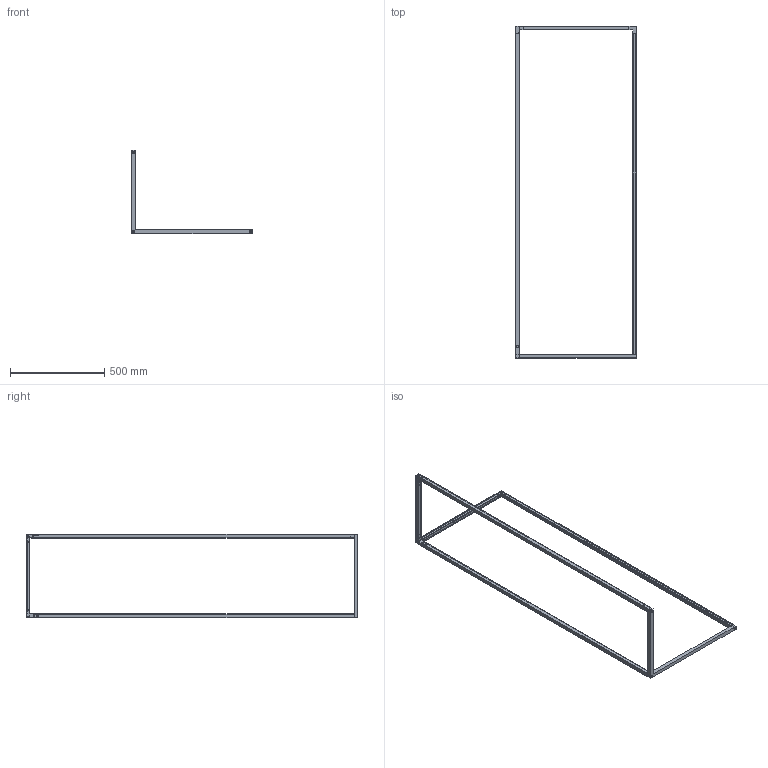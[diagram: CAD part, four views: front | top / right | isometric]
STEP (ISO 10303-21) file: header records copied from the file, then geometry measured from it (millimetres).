
FILE_DESCRIPTION (( 'STEP AP214' ), '1' );
FILE_NAME ('3D_SPIGOLO_FLOOR.STEP', '2014-04-17T07:51:54', ( 'winner' ), ( '' ), 'SwSTEP 2.0', 'SolidWorks 2012', '' );
FILE_SCHEMA (( 'AUTOMOTIVE_DESIGN' ));
Length unit declared in the file: millimetre
Products named in the file (14): schermo tru_17; schermo tru_5; attacco superiore; base spigolo_2 LUCI; profili - spigolo_1700; profili - spigolo_500; Estruso; Estruso_no cavo; 052SPI700100_2; schermo tru; profili - spigolo_300; 052SPI700300; 052SPI700100_3; 3D_SPIGOLO_FLOOR
Assembly tree (16 placements, depth 2):
  3D_SPIGOLO_FLOOR
    052SPI700100_3
    052SPI700300  x3
    profili - spigolo_300
    schermo tru
    052SPI700100_2  x2
    Estruso_no cavo
    Estruso
    profili - spigolo_500
    profili - spigolo_1700
    base spigolo_2 LUCI
    attacco superiore
    schermo tru_5
    schermo tru_17
Bounding box: 641.81 x 1760.8 x 441.5 mm (x, y, z)
Volume: 1372475.5 mm3; surface area: 1088104.3 mm2
Topology: 16 solids, 16 shells, 1267 faces, 3356 edges, 2139 vertices
Faces by surface type: plane 916, cylinder 281, cone 40, sphere 24, torus 6
Entity records: 27141 total; most frequent: CARTESIAN_POINT 4979, ORIENTED_EDGE 4578, DIRECTION 4310, EDGE_CURVE 2289, VECTOR 1902, LINE 1902, VERTEX_POINT 1485, AXIS2_PLACEMENT_3D 1204
